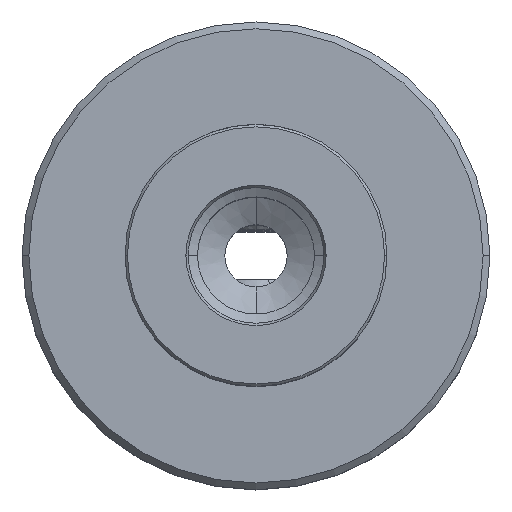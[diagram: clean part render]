
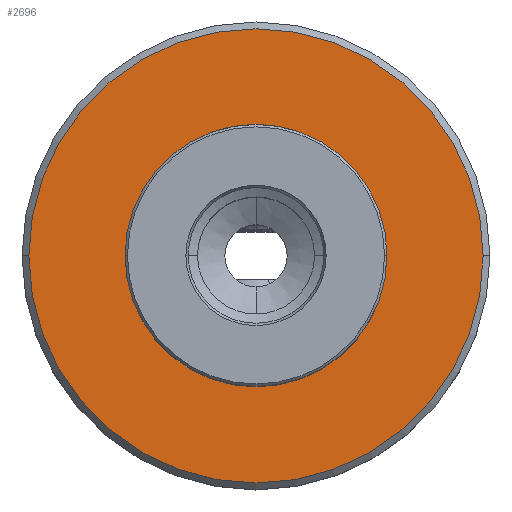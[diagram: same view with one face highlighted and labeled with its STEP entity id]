
A CAD part, top view. The second image highlights one B-rep face of the part: STEP entity #2696.
In plain terms, the highlighted planar face has unit normal (0, 0, 1).
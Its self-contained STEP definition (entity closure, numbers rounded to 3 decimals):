
#2354=EDGE_CURVE('NONE',#3900,#4450,#5842,.T.);
#2478=VERTEX_POINT('NONE',#5980);
#2696=ADVANCED_FACE('NONE',(#6224,#6225),#6226,.F.);
#2828=EDGE_CURVE('NONE',#4152,#2478,#6368,.T.);
#3562=EDGE_CURVE('NONE',#2478,#4152,#7196,.T.);
#3900=VERTEX_POINT('NONE',#7572);
#3948=EDGE_CURVE('NONE',#4450,#3900,#7625,.T.);
#4152=VERTEX_POINT('NONE',#7843);
#4450=VERTEX_POINT('NONE',#8166);
#5842=CIRCLE('',#10651,13.9);
#5980=CARTESIAN_POINT('',(-24.275,0.,0.0));
#6224=FACE_OUTER_BOUND('',#11599,.T.);
#6225=FACE_BOUND('',#11600,.T.);
#6226=PLANE('',#11601);
#6368=CIRCLE('',#11959,24.275);
#7196=CIRCLE('',#14348,24.275);
#7572=CARTESIAN_POINT('',(-13.9,0.,0.));
#7625=CIRCLE('',#15584,13.9);
#7843=CARTESIAN_POINT('',(24.275,0.,0.0));
#8166=CARTESIAN_POINT('',(13.9,0.,0.));
#10651=AXIS2_PLACEMENT_3D('',#19557,#19558,#19559);
#11599=EDGE_LOOP('',(#19986,#19987));
#11600=EDGE_LOOP('',(#19988,#19989));
#11601=AXIS2_PLACEMENT_3D('',#19990,#19991,#19992);
#11959=AXIS2_PLACEMENT_3D('',#20121,#20122,#20123);
#14348=AXIS2_PLACEMENT_3D('',#21068,#21069,#21070);
#15584=AXIS2_PLACEMENT_3D('',#21535,#21536,#21537);
#19557=CARTESIAN_POINT('',(0.0,0.0,0.0));
#19558=DIRECTION('',(0.0,0.0,-1.0));
#19559=DIRECTION('',(0.0,1.0,0.0));
#19986=ORIENTED_EDGE('',*,*,#3562,.T.);
#19987=ORIENTED_EDGE('',*,*,#2828,.T.);
#19988=ORIENTED_EDGE('',*,*,#3948,.T.);
#19989=ORIENTED_EDGE('',*,*,#2354,.T.);
#19990=CARTESIAN_POINT('',(0.0,0.0,0.0));
#19991=DIRECTION('',(0.0,0.0,-1.0));
#19992=DIRECTION('',(-1.0,0.0,0.0));
#20121=CARTESIAN_POINT('',(0.0,0.0,0.0));
#20122=DIRECTION('',(-0.0,0.0,1.0));
#20123=DIRECTION('',(0.0,-1.0,0.0));
#21068=CARTESIAN_POINT('',(0.0,0.0,0.0));
#21069=DIRECTION('',(-0.0,0.0,1.0));
#21070=DIRECTION('',(0.0,-1.0,0.0));
#21535=CARTESIAN_POINT('',(0.0,0.0,0.0));
#21536=DIRECTION('',(0.0,0.0,-1.0));
#21537=DIRECTION('',(0.0,1.0,0.0));
